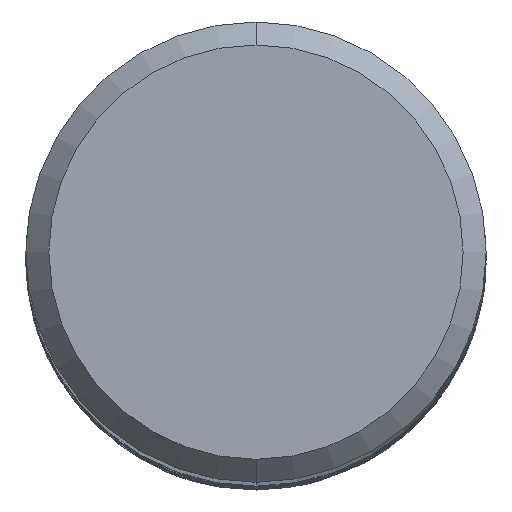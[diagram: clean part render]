
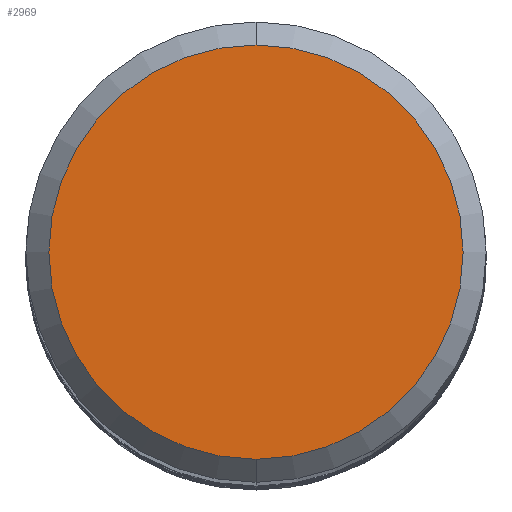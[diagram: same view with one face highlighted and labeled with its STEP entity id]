
A CAD part, top view. The second image highlights one B-rep face of the part: STEP entity #2969.
In plain terms, the highlighted planar face has unit normal (0, 0, 1).
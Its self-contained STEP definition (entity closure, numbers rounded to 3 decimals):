
#2139=VERTEX_POINT('',#4904);
#2723=VERTEX_POINT('',#5539);
#2725=EDGE_CURVE('',#2723,#2139,#5541,.T.);
#2969=ADVANCED_FACE('',(#5808),#5809,.T.);
#3147=EDGE_CURVE('',#2139,#2723,#5998,.T.);
#4904=CARTESIAN_POINT('',(0.,-5.4,0.0));
#5539=CARTESIAN_POINT('',(0.0,5.4,0.0));
#5541=CIRCLE('',#31990,5.4);
#5808=FACE_OUTER_BOUND('',#36036,.T.);
#5809=PLANE('',#36037);
#5998=CIRCLE('',#38013,5.4);
#31990=AXIS2_PLACEMENT_3D('',#49925,#49926,#49927);
#36036=EDGE_LOOP('',(#50230,#50231));
#36037=AXIS2_PLACEMENT_3D('',#50232,#50233,#50234);
#38013=AXIS2_PLACEMENT_3D('',#50408,#50409,#50410);
#49925=CARTESIAN_POINT('',(0.0,0.0,0.0));
#49926=DIRECTION('',(0.0,0.0,-1.0));
#49927=DIRECTION('',(0.0,1.0,0.0));
#50230=ORIENTED_EDGE('',*,*,#2725,.F.);
#50231=ORIENTED_EDGE('',*,*,#3147,.F.);
#50232=CARTESIAN_POINT('',(0.0,2.7,0.0));
#50233=DIRECTION('',(-0.0,0.0,1.0));
#50234=DIRECTION('',(0.0,-1.0,0.0));
#50408=CARTESIAN_POINT('',(0.0,0.0,0.0));
#50409=DIRECTION('',(0.0,0.0,-1.0));
#50410=DIRECTION('',(0.0,1.0,0.0));
